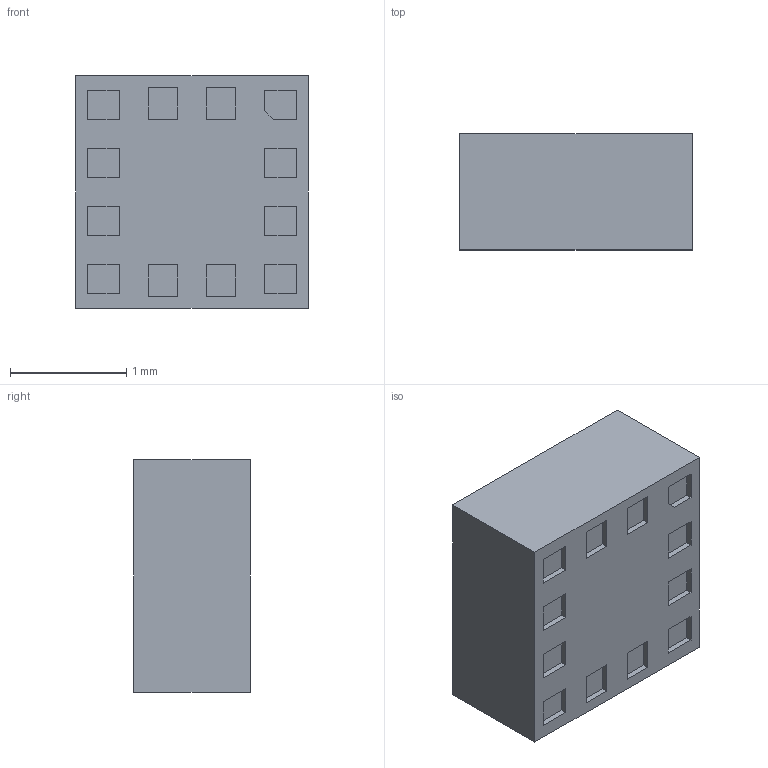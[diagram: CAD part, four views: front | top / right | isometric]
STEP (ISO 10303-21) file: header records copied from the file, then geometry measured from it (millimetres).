
FILE_DESCRIPTION (( 'STEP AP214' ), '1' );
FILE_NAME ('LSM303CTR.STEP', '2018-07-28T10:47:29', ( '' ), ( '' ), 'SwSTEP 2.0', 'SolidWorks 2017', '' );
FILE_SCHEMA (( 'AUTOMOTIVE_DESIGN' ));
Length unit declared in the file: millimetre
Products named in the file (1): LSM303CTR
Bounding box: 2 x 1 x 2 mm (x, y, z)
Volume: 4 mm3; surface area: 19.6 mm2
Topology: 13 solids, 13 shells, 143 faces, 312 edges, 208 vertices
Faces by surface type: plane 141, cylinder 2
Entity records: 3972 total; most frequent: CARTESIAN_POINT 664, ORIENTED_EDGE 624, DIRECTION 604, EDGE_CURVE 312, VECTOR 308, LINE 308, VERTEX_POINT 208, EDGE_LOOP 156
